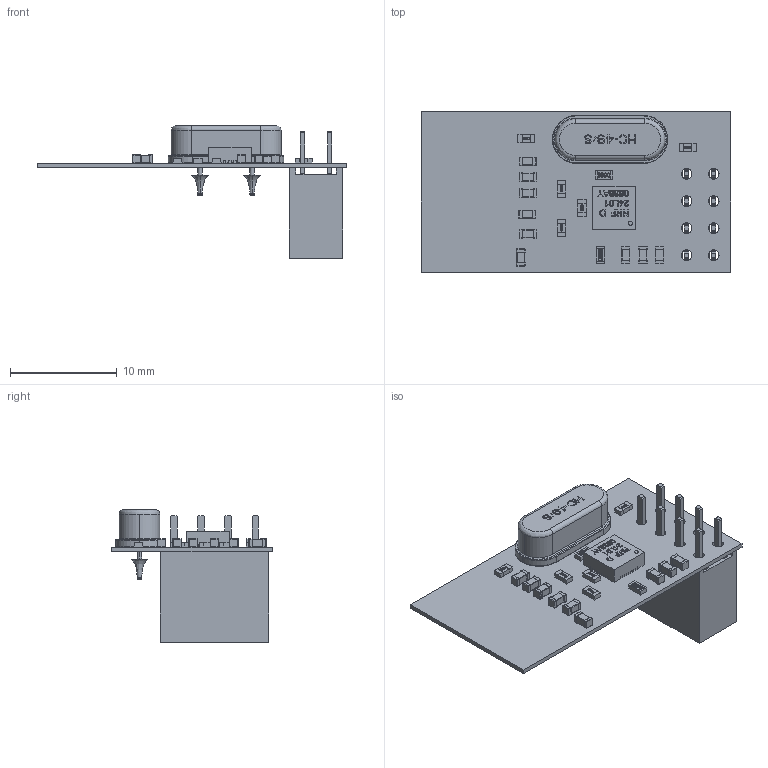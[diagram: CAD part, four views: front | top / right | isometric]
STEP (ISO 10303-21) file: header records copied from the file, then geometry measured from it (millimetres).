
FILE_DESCRIPTION(('FreeCAD Model'),'2;1');
FILE_NAME('NRF24L01P_Module.STEP','2018-02-23T19:04:14',('Author'),(''), 'Open CASCADE STEP processor 6.8','FreeCAD','Unknown');
FILE_SCHEMA(('AUTOMOTIVE_DESIGN_CC2 { 1 2 10303 214 -1 1 5 4 }'));
Length unit declared in the file: millimetre
Products named in the file (9): ASSEMBLY; User_Library-MY-NRF24L01P_C0607; User_Library-MY-NRF24L01P_User_Library-cap_0603-008; User_Library-MY-NRF24L01P_User_Library-NRF24L01P; User_Library-MY-NRF24L01P_hc-49s_y; User_Library-MY-NRF24L01P_R0606; User_Library-MY-NRF24L01P_R0605; User_Library-MY-NRF24L01P_Board; User_Library-MY-NRF24L01P_IDC8
Assembly tree (22 placements, depth 2):
  ASSEMBLY
    User_Library-MY-NRF24L01P_C0607  x5
    User_Library-MY-NRF24L01P_User_Library-cap_0603-008  x9
    User_Library-MY-NRF24L01P_User_Library-NRF24L01P
    User_Library-MY-NRF24L01P_hc-49s_y
    User_Library-MY-NRF24L01P_R0606  x2
    User_Library-MY-NRF24L01P_R0605  x2
    User_Library-MY-NRF24L01P_Board
    User_Library-MY-NRF24L01P_IDC8
Bounding box: 29 x 15 x 12.41 mm (x, y, z)
Volume: 672 mm3; surface area: 2242.5 mm2
Topology: 22 solids, 22 shells, 2003 faces, 5258 edges, 3350 vertices
Faces by surface type: plane 1099, bspline 548, cylinder 356
Entity records: 61371 total; most frequent: CARTESIAN_POINT 21978, ORIENTED_EDGE 6784, DIRECTION 5478, EDGE_CURVE 3392, LINE 2514, VECTOR 2514, VERTEX_POINT 2218, AXIS2_PLACEMENT_3D 1482
